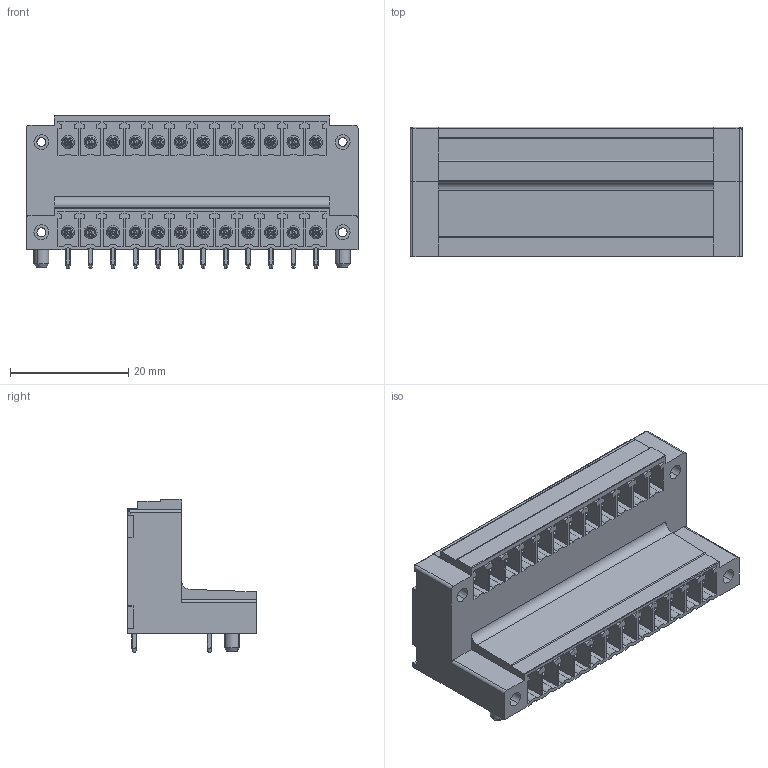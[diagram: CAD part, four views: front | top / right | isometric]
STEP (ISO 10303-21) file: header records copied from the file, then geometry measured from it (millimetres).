
FILE_DESCRIPTION(('CATIA V5 STEP Exchange','CAx-IF Rec.Pracs.--- Model Styling and Organization---1.2---2011-12-15'),'2;1');
FILE_NAME ('D1447244_0', '2018-10-15T05:59:22+00:00', ('none'), ('Weidmueller'), 'CATIA Version 5-6 Release 2014', 'CATIA V5 STEP AP214', 'none');
FILE_SCHEMA(('AUTOMOTIVE_DESIGN { 1 0 10303 214 1 1 1 1 }'));
Length unit declared in the file: millimetre
Products named in the file (1): 1032680000
Bounding box: 56.11 x 21.9 x 25.9 mm (x, y, z)
Volume: 11048.9 mm3; surface area: 13462.9 mm2
Topology: 25 solids, 25 shells, 1660 faces, 4520 edges, 2966 vertices
Faces by surface type: plane 1019, cylinder 439, cone 128, torus 48, revolution 24, bspline 2
Entity records: 51661 total; most frequent: CARTESIAN_POINT 14387, ORIENTED_EDGE 9036, DIRECTION 5435, EDGE_CURVE 4518, VECTOR 3120, LINE 3120, VERTEX_POINT 2966, EDGE_LOOP 1774
